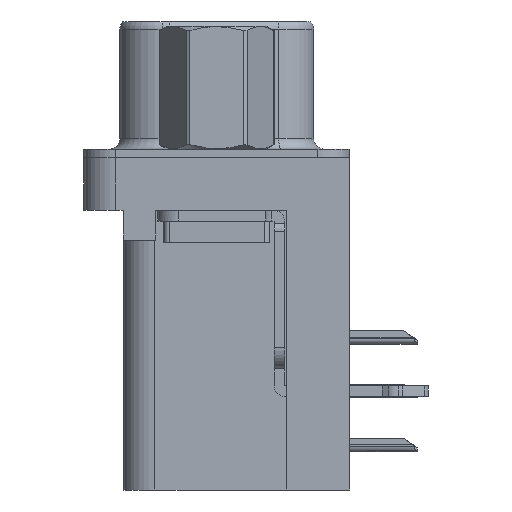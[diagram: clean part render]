
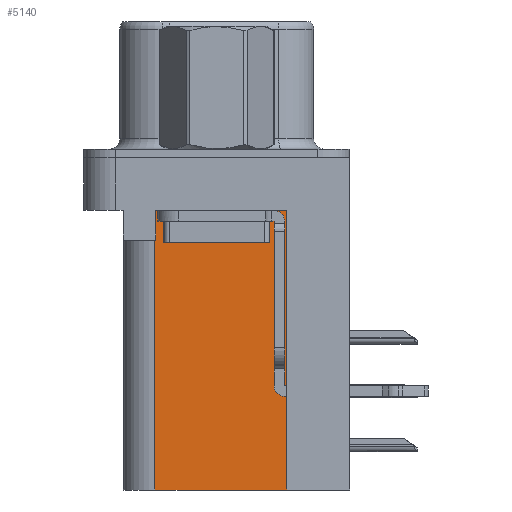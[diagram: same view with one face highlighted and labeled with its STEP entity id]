
A CAD part, left-side view. The second image highlights one B-rep face of the part: STEP entity #5140.
In plain terms, the highlighted planar face has unit normal (-1, 0, 0).
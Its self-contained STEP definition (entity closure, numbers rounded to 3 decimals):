
#283 = VERTEX_POINT ( 'NONE', #11397 ) ;
#709 = VERTEX_POINT ( 'NONE', #13325 ) ;
#1485 = VECTOR ( 'NONE', #34110, 1000. ) ;
#2313 = VERTEX_POINT ( 'NONE', #14955 ) ;
#2911 = CARTESIAN_POINT ( 'NONE',  ( 3.7, -3.295, -15.7 ) ) ;
#3262 = CARTESIAN_POINT ( 'NONE',  ( 3.7, 2.925, -3.9 ) ) ;
#5050 = EDGE_CURVE ( 'NONE', #2313, #709, #10212, .T. ) ;
#5140 = ADVANCED_FACE ( 'NONE', ( #20230 ), #6741, .F. ) ;
#5613 = DIRECTION ( 'NONE',  ( 0., 1., 0. ) ) ;
#6698 = ORIENTED_EDGE ( 'NONE', *, *, #14939, .T. ) ;
#6741 = PLANE ( 'NONE',  #33647 ) ;
#7319 = ORIENTED_EDGE ( 'NONE', *, *, #9719, .T. ) ;
#7322 = CARTESIAN_POINT ( 'NONE',  ( 3.7, 0., -3.9 ) ) ;
#8163 = CARTESIAN_POINT ( 'NONE',  ( 3.7, 2.925, -15.7 ) ) ;
#9402 = LINE ( 'NONE', #7322, #1485 ) ;
#9719 = EDGE_CURVE ( 'NONE', #709, #14926, #32005, .T. ) ;
#9972 = ORIENTED_EDGE ( 'NONE', *, *, #10465, .F. ) ;
#10195 = CARTESIAN_POINT ( 'NONE',  ( 3.7, -3.295, -2.5 ) ) ;
#10212 = LINE ( 'NONE', #27693, #23564 ) ;
#10465 = EDGE_CURVE ( 'NONE', #24865, #31344, #21503, .T. ) ;
#10824 = DIRECTION ( 'NONE',  ( 0., 0., 1. ) ) ;
#11397 = CARTESIAN_POINT ( 'NONE',  ( 3.7, 2.895, -3.9 ) ) ;
#12048 = DIRECTION ( 'NONE',  ( 0., 0., -1. ) ) ;
#12550 = EDGE_CURVE ( 'NONE', #2313, #24865, #22617, .T. ) ;
#13325 = CARTESIAN_POINT ( 'NONE',  ( 3.7, -3.295, -2.5 ) ) ;
#13547 = VECTOR ( 'NONE', #10824, 1000. ) ;
#13775 = ORIENTED_EDGE ( 'NONE', *, *, #5050, .T. ) ;
#14374 = ORIENTED_EDGE ( 'NONE', *, *, #15108, .T. ) ;
#14926 = VERTEX_POINT ( 'NONE', #22936 ) ;
#14939 = EDGE_CURVE ( 'NONE', #14926, #283, #33181, .T. ) ;
#14955 = CARTESIAN_POINT ( 'NONE',  ( 3.7, -3.295, -15.7 ) ) ;
#15108 = EDGE_CURVE ( 'NONE', #283, #31344, #9402, .T. ) ;
#16897 = EDGE_LOOP ( 'NONE', ( #7319, #6698, #14374, #9972, #17702, #13775 ) ) ;
#17702 = ORIENTED_EDGE ( 'NONE', *, *, #12550, .F. ) ;
#20230 = FACE_OUTER_BOUND ( 'NONE', #16897, .T. ) ;
#21503 = LINE ( 'NONE', #8163, #13547 ) ;
#21715 = CARTESIAN_POINT ( 'NONE',  ( 3.7, 2.925, -15.7 ) ) ;
#22617 = LINE ( 'NONE', #2911, #28039 ) ;
#22936 = CARTESIAN_POINT ( 'NONE',  ( 3.7, 2.895, -2.5 ) ) ;
#23564 = VECTOR ( 'NONE', #30405, 1000. ) ;
#24865 = VERTEX_POINT ( 'NONE', #21715 ) ;
#24880 = VECTOR ( 'NONE', #34225, 1000. ) ;
#25344 = CARTESIAN_POINT ( 'NONE',  ( 3.7, -3.295, -15.7 ) ) ;
#25605 = CARTESIAN_POINT ( 'NONE',  ( 3.7, 2.895, -3.9 ) ) ;
#26095 = VECTOR ( 'NONE', #31009, 1000. ) ;
#27693 = CARTESIAN_POINT ( 'NONE',  ( 3.7, -3.295, -15.7 ) ) ;
#28039 = VECTOR ( 'NONE', #5613, 1000. ) ;
#28040 = DIRECTION ( 'NONE',  ( 1., 0., 0. ) ) ;
#30405 = DIRECTION ( 'NONE',  ( 0., 0., 1. ) ) ;
#31009 = DIRECTION ( 'NONE',  ( 0., 0., -1. ) ) ;
#31344 = VERTEX_POINT ( 'NONE', #3262 ) ;
#32005 = LINE ( 'NONE', #10195, #24880 ) ;
#33181 = LINE ( 'NONE', #25605, #26095 ) ;
#33647 = AXIS2_PLACEMENT_3D ( 'NONE', #25344, #28040, #12048 ) ;
#34110 = DIRECTION ( 'NONE',  ( 0., 1., 0. ) ) ;
#34225 = DIRECTION ( 'NONE',  ( 0., 1., 0. ) ) ;
